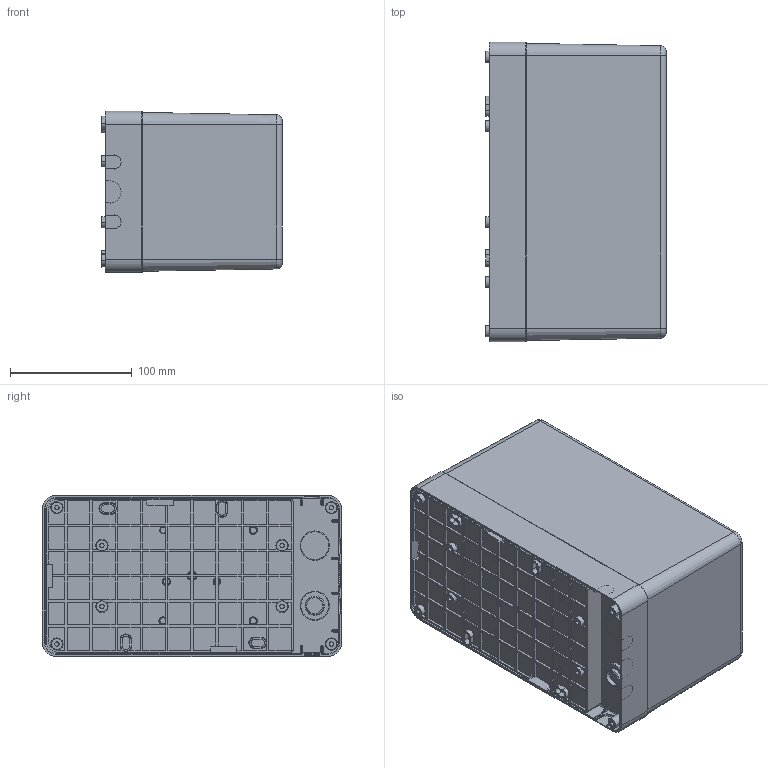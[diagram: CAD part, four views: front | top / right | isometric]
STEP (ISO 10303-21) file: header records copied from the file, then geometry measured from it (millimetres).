
FILE_DESCRIPTION((''),'2;1');
FILE_NAME('');
FILE_SCHEMA(('CONFIG_CONTROL_DESIGN'));
Length unit declared in the file: millimetre
Products named in the file (1): EN10026836
Bounding box: 148.2 x 246 x 132.7 mm (x, y, z)
Volume: 4424934.3 mm3; surface area: 275789.6 mm2
Topology: 5 solids, 5 shells, 834 faces, 2074 edges, 1304 vertices
Faces by surface type: plane 455, cylinder 224, torus 69, bspline 64, sphere 12, cone 6, revolution 4
Entity records: 26489 total; most frequent: CARTESIAN_POINT 8969, ORIENTED_EDGE 4108, DIRECTION 2611, EDGE_CURVE 2054, VECTOR 1315, LINE 1315, VERTEX_POINT 1304, EDGE_LOOP 908
